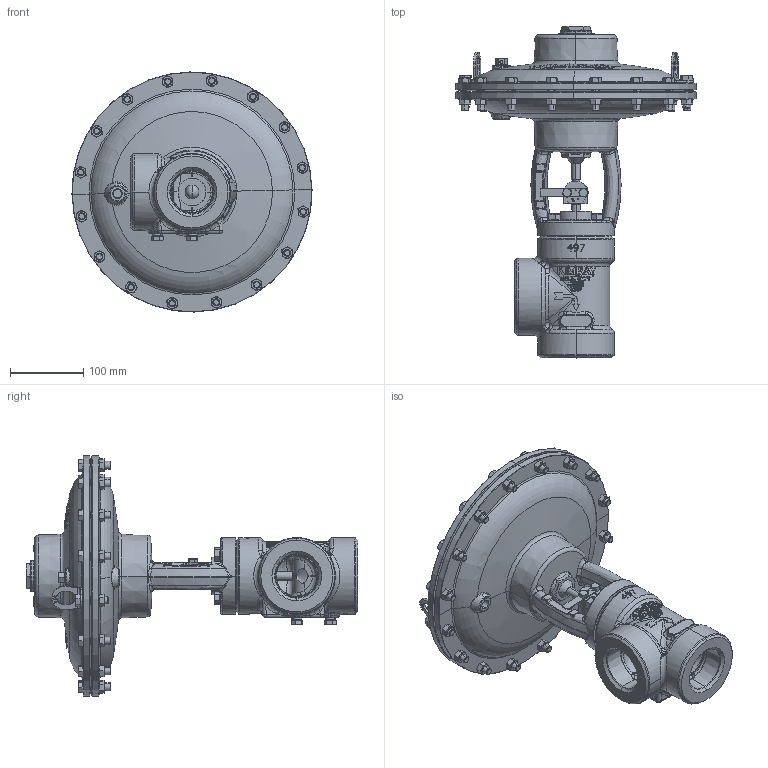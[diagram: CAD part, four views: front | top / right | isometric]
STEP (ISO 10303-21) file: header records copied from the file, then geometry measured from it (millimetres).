
FILE_DESCRIPTION (( 'STEP AP214' ), '1' );
FILE_NAME ('2 INCH HPMV 2400 SMA (ECQ).STEP', '2020-12-01T22:25:14', ( '' ), ( '' ), 'SwSTEP 2.0', 'SolidWorks 2019', '' );
FILE_SCHEMA (( 'AUTOMOTIVE_DESIGN' ));
Length unit declared in the file: inch
Products named in the file (1): 2 INCH HPMV 2400 SMA (ECQ)
Bounding box: 327.35 x 452.31 x 327.35 mm (x, y, z)
Volume: 4052691.2 mm3; surface area: 628655.5 mm2
Topology: 3 solids, 3 shells, 2996 faces, 7638 edges, 4768 vertices
Faces by surface type: plane 1257, bspline 642, cone 497, cylinder 419, torus 119, sphere 62
Entity records: 134925 total; most frequent: CARTESIAN_POINT 64805, ORIENTED_EDGE 15144, DIRECTION 11609, EDGE_CURVE 7572, VERTEX_POINT 4765, AXIS2_PLACEMENT_3D 4477, EDGE_LOOP 3261, FACE_OUTER_BOUND 2996
